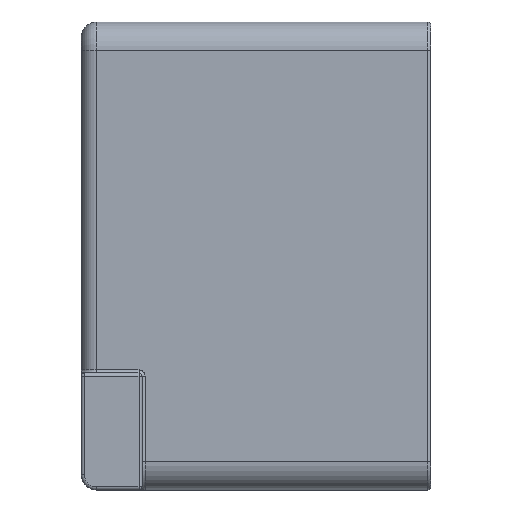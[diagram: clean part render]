
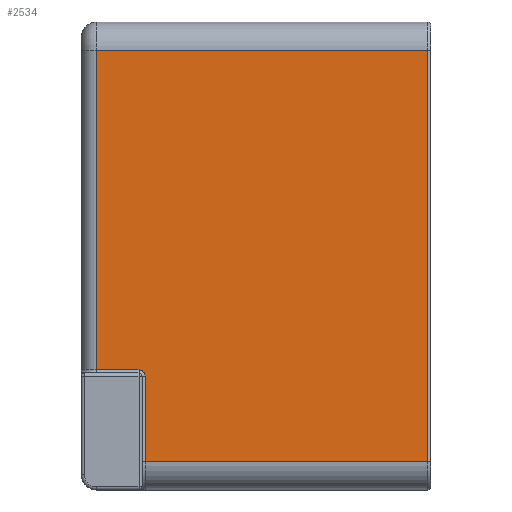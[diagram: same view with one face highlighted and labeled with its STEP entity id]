
A CAD part, left-side view. The second image highlights one B-rep face of the part: STEP entity #2534.
In plain terms, the highlighted planar face has unit normal (-1, 0, 0).
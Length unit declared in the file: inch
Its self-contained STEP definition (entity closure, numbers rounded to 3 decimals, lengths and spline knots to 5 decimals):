
#49 = EDGE_CURVE ( 'NONE', #5355, #9746, #5288, .T. ) ;
#212 = ORIENTED_EDGE ( 'NONE', *, *, #1568, .T. ) ;
#335 = VECTOR ( 'NONE', #6638, 39.37008 ) ;
#984 = CARTESIAN_POINT ( 'NONE',  ( -2.375, 1.62, -0.75 ) ) ;
#1355 = VECTOR ( 'NONE', #8963, 39.37008 ) ;
#1535 = EDGE_LOOP ( 'NONE', ( #212, #8888, #4766, #1660, #5065, #4218, #2073 ) ) ;
#1568 = EDGE_CURVE ( 'NONE', #9876, #5355, #7036, .T. ) ;
#1660 = ORIENTED_EDGE ( 'NONE', *, *, #8074, .T. ) ;
#1883 = LINE ( 'NONE', #8338, #6312 ) ;
#1977 = CARTESIAN_POINT ( 'NONE',  ( -2.375, 1.58, -1.3525 ) ) ;
#2067 = CARTESIAN_POINT ( 'NONE',  ( -2.375, -0.28, -1.3525 ) ) ;
#2073 = ORIENTED_EDGE ( 'NONE', *, *, #5843, .T. ) ;
#2205 = VERTEX_POINT ( 'NONE', #9089 ) ;
#2524 = LINE ( 'NONE', #9128, #8693 ) ;
#2534 = ADVANCED_FACE ( 'NONE', ( #7974 ), #8223, .F. ) ;
#2593 = AXIS2_PLACEMENT_3D ( 'NONE', #8762, #3977, #9532 ) ;
#2701 = CARTESIAN_POINT ( 'NONE',  ( -2.375, 1.58, -1.3525 ) ) ;
#2820 = DIRECTION ( 'NONE',  ( 0., 0., -1. ) ) ;
#3196 = CIRCLE ( 'NONE', #2593, 0.04 ) ;
#3508 = DIRECTION ( 'NONE',  ( 0., 0., -1. ) ) ;
#3567 = CARTESIAN_POINT ( 'NONE',  ( -2.375, -0.28, 1.3525 ) ) ;
#3977 = DIRECTION ( 'NONE',  ( -1., 0., 0. ) ) ;
#4218 = ORIENTED_EDGE ( 'NONE', *, *, #8335, .F. ) ;
#4526 = VERTEX_POINT ( 'NONE', #984 ) ;
#4766 = ORIENTED_EDGE ( 'NONE', *, *, #8442, .T. ) ;
#5065 = ORIENTED_EDGE ( 'NONE', *, *, #7181, .T. ) ;
#5288 = LINE ( 'NONE', #6588, #335 ) ;
#5355 = VERTEX_POINT ( 'NONE', #2067 ) ;
#5797 = CARTESIAN_POINT ( 'NONE',  ( -2.375, 2., -1.3525 ) ) ;
#5843 = EDGE_CURVE ( 'NONE', #9594, #9876, #10036, .T. ) ;
#5847 = DIRECTION ( 'NONE',  ( 0., -1., 0. ) ) ;
#5888 = VERTEX_POINT ( 'NONE', #7752 ) ;
#6312 = VECTOR ( 'NONE', #3508, 39.37008 ) ;
#6588 = CARTESIAN_POINT ( 'NONE',  ( -2.375, -0.28, 1.3525 ) ) ;
#6638 = DIRECTION ( 'NONE',  ( 0., 0., 1. ) ) ;
#7036 = LINE ( 'NONE', #5797, #8820 ) ;
#7181 = EDGE_CURVE ( 'NONE', #2205, #4526, #2524, .T. ) ;
#7404 = CARTESIAN_POINT ( 'NONE',  ( -2.375, 1.58, -0.79 ) ) ;
#7752 = CARTESIAN_POINT ( 'NONE',  ( -2.375, 1.9, 1.3525 ) ) ;
#7974 = FACE_OUTER_BOUND ( 'NONE', #1535, .T. ) ;
#8009 = VECTOR ( 'NONE', #2820, 39.37008 ) ;
#8074 = EDGE_CURVE ( 'NONE', #5888, #2205, #1883, .T. ) ;
#8223 = PLANE ( 'NONE',  #10099 ) ;
#8335 = EDGE_CURVE ( 'NONE', #9594, #4526, #3196, .T. ) ;
#8338 = CARTESIAN_POINT ( 'NONE',  ( -2.375, 1.9, 1.54 ) ) ;
#8442 = EDGE_CURVE ( 'NONE', #9746, #5888, #10391, .T. ) ;
#8474 = DIRECTION ( 'NONE',  ( 0., 0., -1. ) ) ;
#8693 = VECTOR ( 'NONE', #9157, 39.37008 ) ;
#8762 = CARTESIAN_POINT ( 'NONE',  ( -2.375, 1.62, -0.79 ) ) ;
#8820 = VECTOR ( 'NONE', #5847, 39.37008 ) ;
#8888 = ORIENTED_EDGE ( 'NONE', *, *, #49, .T. ) ;
#8963 = DIRECTION ( 'NONE',  ( 0., 1., 0. ) ) ;
#9089 = CARTESIAN_POINT ( 'NONE',  ( -2.375, 1.9, -0.75 ) ) ;
#9128 = CARTESIAN_POINT ( 'NONE',  ( -2.375, 1.6, -0.75 ) ) ;
#9157 = DIRECTION ( 'NONE',  ( 0., -1., 0. ) ) ;
#9532 = DIRECTION ( 'NONE',  ( 0., 0., -1. ) ) ;
#9594 = VERTEX_POINT ( 'NONE', #7404 ) ;
#9744 = CARTESIAN_POINT ( 'NONE',  ( -2.375, 2., 1.3525 ) ) ;
#9746 = VERTEX_POINT ( 'NONE', #3567 ) ;
#9773 = DIRECTION ( 'NONE',  ( 1., 0., 0. ) ) ;
#9876 = VERTEX_POINT ( 'NONE', #2701 ) ;
#9955 = CARTESIAN_POINT ( 'NONE',  ( -2.375, 2., 1.54 ) ) ;
#10036 = LINE ( 'NONE', #1977, #8009 ) ;
#10099 = AXIS2_PLACEMENT_3D ( 'NONE', #9955, #9773, #8474 ) ;
#10391 = LINE ( 'NONE', #9744, #1355 ) ;
